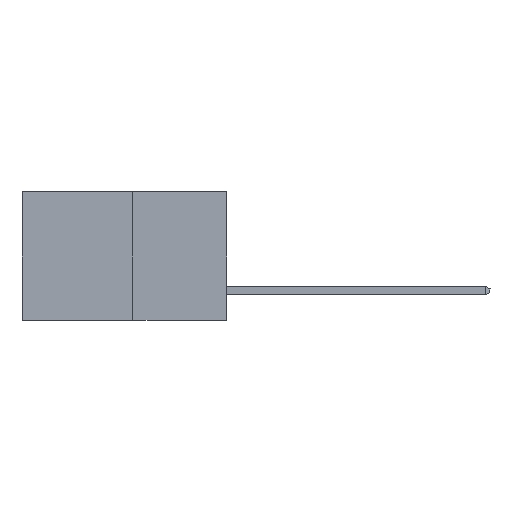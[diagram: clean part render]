
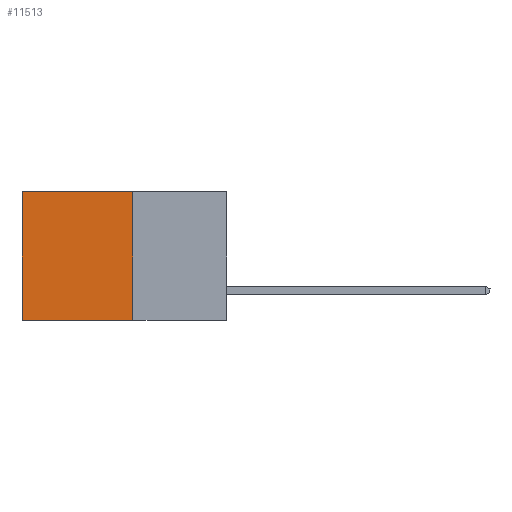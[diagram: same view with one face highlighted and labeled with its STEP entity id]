
A CAD part, left-side view. The second image highlights one B-rep face of the part: STEP entity #11513.
In plain terms, the highlighted planar face has unit normal (-1, 0, 0).
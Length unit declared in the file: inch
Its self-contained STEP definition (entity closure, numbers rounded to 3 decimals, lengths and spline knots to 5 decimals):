
#297 = EDGE_CURVE ( 'NONE', #9467, #3828, #1702, .T. ) ;
#959 = CARTESIAN_POINT ( 'NONE',  ( 0.277, 0.27, -0.37 ) ) ;
#1215 = CARTESIAN_POINT ( 'NONE',  ( 0.277, 0.27, -0.37 ) ) ;
#1548 = ORIENTED_EDGE ( 'NONE', *, *, #6009, .T. ) ;
#1603 = VERTEX_POINT ( 'NONE', #7338 ) ;
#1699 = LINE ( 'NONE', #3176, #10844 ) ;
#1702 = LINE ( 'NONE', #3275, #10846 ) ;
#1947 = CARTESIAN_POINT ( 'NONE',  ( 0.277, 0.27, 0. ) ) ;
#2035 = DIRECTION ( 'NONE',  ( 0., 1., 0. ) ) ;
#2539 = LINE ( 'NONE', #1947, #11561 ) ;
#2685 = EDGE_LOOP ( 'NONE', ( #1548, #10660, #3714, #8308 ) ) ;
#3029 = DIRECTION ( 'NONE',  ( 0., 0., -1. ) ) ;
#3046 = VERTEX_POINT ( 'NONE', #10094 ) ;
#3176 = CARTESIAN_POINT ( 'NONE',  ( 0.277, 0.59, -0.37 ) ) ;
#3204 = DIRECTION ( 'NONE',  ( 1., 0., 0. ) ) ;
#3275 = CARTESIAN_POINT ( 'NONE',  ( 0.277, 0.27, -0.37 ) ) ;
#3312 = LINE ( 'NONE', #6299, #7733 ) ;
#3534 = DIRECTION ( 'NONE',  ( 0., 0., -1. ) ) ;
#3710 = DIRECTION ( 'NONE',  ( 0., 1., 0. ) ) ;
#3714 = ORIENTED_EDGE ( 'NONE', *, *, #6539, .F. ) ;
#3828 = VERTEX_POINT ( 'NONE', #7670 ) ;
#6009 = EDGE_CURVE ( 'NONE', #3046, #3828, #1699, .T. ) ;
#6299 = CARTESIAN_POINT ( 'NONE',  ( 0.277, 0.27, -0.37 ) ) ;
#6539 = EDGE_CURVE ( 'NONE', #1603, #9467, #3312, .T. ) ;
#7338 = CARTESIAN_POINT ( 'NONE',  ( 0.277, 0.27, 0. ) ) ;
#7670 = CARTESIAN_POINT ( 'NONE',  ( 0.277, 0.59, -0.37 ) ) ;
#7733 = VECTOR ( 'NONE', #3029, 39.37008 ) ;
#7787 = FACE_OUTER_BOUND ( 'NONE', #2685, .T. ) ;
#8116 = EDGE_CURVE ( 'NONE', #1603, #3046, #2539, .T. ) ;
#8308 = ORIENTED_EDGE ( 'NONE', *, *, #8116, .T. ) ;
#9294 = PLANE ( 'NONE',  #9665 ) ;
#9329 = DIRECTION ( 'NONE',  ( 0., 0., -1. ) ) ;
#9467 = VERTEX_POINT ( 'NONE', #959 ) ;
#9665 = AXIS2_PLACEMENT_3D ( 'NONE', #1215, #3204, #9329 ) ;
#10094 = CARTESIAN_POINT ( 'NONE',  ( 0.277, 0.59, 0. ) ) ;
#10660 = ORIENTED_EDGE ( 'NONE', *, *, #297, .F. ) ;
#10844 = VECTOR ( 'NONE', #3534, 39.37008 ) ;
#10846 = VECTOR ( 'NONE', #3710, 39.37008 ) ;
#11513 = ADVANCED_FACE ( 'NONE', ( #7787 ), #9294, .F. ) ;
#11561 = VECTOR ( 'NONE', #2035, 39.37008 ) ;
